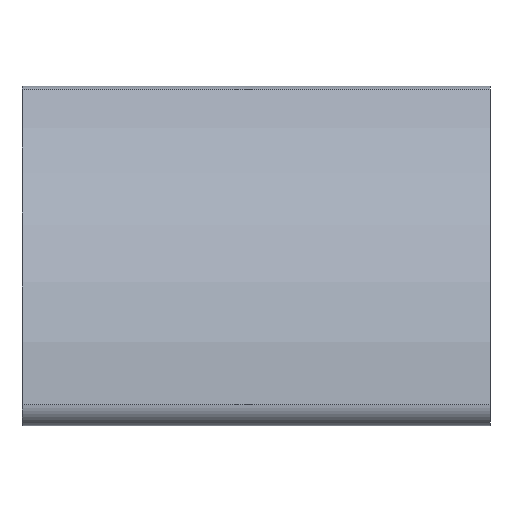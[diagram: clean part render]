
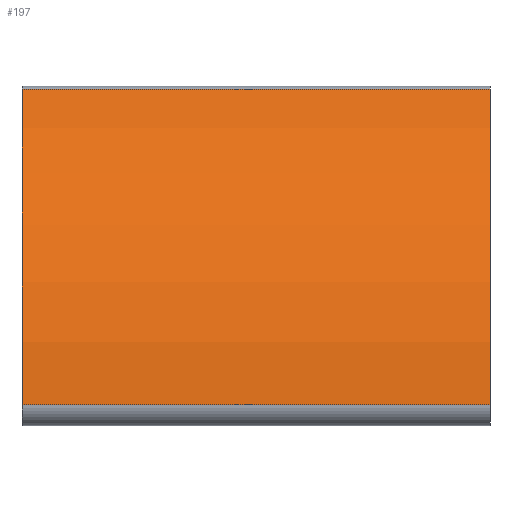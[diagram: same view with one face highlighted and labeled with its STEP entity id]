
A CAD part, left-side view. The second image highlights one B-rep face of the part: STEP entity #197.
In plain terms, the highlighted cylindrical face has radius 80 mm (diameter 160 mm), a partial arc.
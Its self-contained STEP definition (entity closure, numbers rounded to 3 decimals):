
#197 = ADVANCED_FACE( '', ( #485 ), #486, .T. );
#485 = FACE_OUTER_BOUND( '', #850, .T. );
#486 = CYLINDRICAL_SURFACE( '', #851, 80. );
#850 = EDGE_LOOP( '', ( #1560, #1561, #1562, #1563 ) );
#851 = AXIS2_PLACEMENT_3D( '', #1564, #1565, #1566 );
#1560 = ORIENTED_EDGE( '', *, *, #2323, .F. );
#1561 = ORIENTED_EDGE( '', *, *, #2552, .F. );
#1562 = ORIENTED_EDGE( '', *, *, #2510, .T. );
#1563 = ORIENTED_EDGE( '', *, *, #2553, .T. );
#1564 = CARTESIAN_POINT( '', ( 50.634, 93.342, -33.863 ) );
#1565 = DIRECTION( '', ( 0., 1., 0. ) );
#1566 = DIRECTION( '', ( 0., 0., -1. ) );
#2323 = EDGE_CURVE( '', #2845, #2847, #2848, .T. );
#2510 = EDGE_CURVE( '', #3121, #3173, #3175, .T. );
#2552 = EDGE_CURVE( '', #3121, #2845, #3231, .T. );
#2553 = EDGE_CURVE( '', #3173, #2847, #3232, .T. );
#2845 = VERTEX_POINT( '', #3554 );
#2847 = VERTEX_POINT( '', #3556 );
#2848 = CIRCLE( '', #3557, 80. );
#3121 = VERTEX_POINT( '', #3895 );
#3173 = VERTEX_POINT( '', #3958 );
#3175 = CIRCLE( '', #3960, 80. );
#3231 = LINE( '', #4037, #4038 );
#3232 = LINE( '', #4039, #4040 );
#3554 = CARTESIAN_POINT( '', ( 7.043, 0., 33.217 ) );
#3556 = CARTESIAN_POINT( '', ( -29.255, 0., -29.653 ) );
#3557 = AXIS2_PLACEMENT_3D( '', #4397, #4398, #4399 );
#3895 = CARTESIAN_POINT( '', ( 7.043, 93.342, 33.217 ) );
#3958 = CARTESIAN_POINT( '', ( -29.255, 93.342, -29.653 ) );
#3960 = AXIS2_PLACEMENT_3D( '', #4761, #4762, #4763 );
#4037 = CARTESIAN_POINT( '', ( 7.043, 93.342, 33.217 ) );
#4038 = VECTOR( '', #4821, 1000. );
#4039 = CARTESIAN_POINT( '', ( -29.255, 93.342, -29.653 ) );
#4040 = VECTOR( '', #4822, 1000. );
#4397 = CARTESIAN_POINT( '', ( 50.634, 0., -33.863 ) );
#4398 = DIRECTION( '', ( 0., -1., 0. ) );
#4399 = DIRECTION( '', ( 1., 0., 0. ) );
#4761 = CARTESIAN_POINT( '', ( 50.634, 93.342, -33.863 ) );
#4762 = DIRECTION( '', ( 0., -1., 0. ) );
#4763 = DIRECTION( '', ( 1., 0., 0. ) );
#4821 = DIRECTION( '', ( 0., -1., 0. ) );
#4822 = DIRECTION( '', ( 0., -1., 0. ) );
